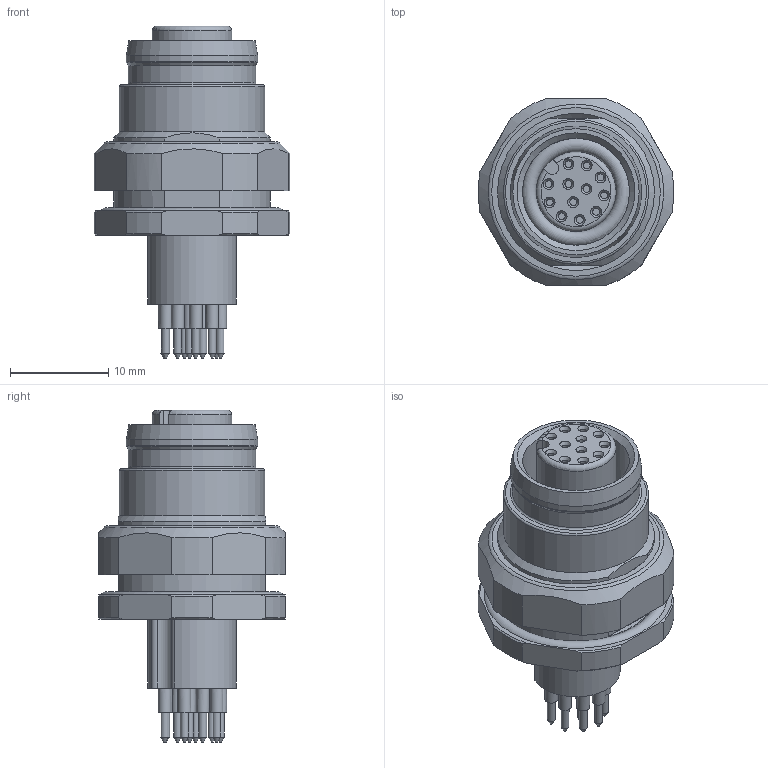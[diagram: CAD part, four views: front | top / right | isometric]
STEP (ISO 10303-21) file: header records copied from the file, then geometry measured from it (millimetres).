
FILE_DESCRIPTION(/* description */ (''),/* implementation_level */ '2;1');
FILE_NAME(/* name */ 'EC-FKFD12-P_16_stp.stp',/* time_stamp */ '2016-03-10T08:41:07+01:00',/* author */ (''),/* organization */ (''),/* preprocessor_version */ 'ST-DEVELOPER v16',/* originating_system */ 'SIEMENS PLM Software NX 10.0',/* authorisation */ '');
FILE_SCHEMA (('AUTOMOTIVE_DESIGN { 1 0 10303 214 3 1 1 1 }'));
Length unit declared in the file: millimetre
Products named in the file (1): EC-FKFD12-P_16
Bounding box: 19.95 x 19 x 33.85 mm (x, y, z)
Volume: 4540.6 mm3; surface area: 2738.3 mm2
Topology: 1 solids, 2 shells, 181 faces, 393 edges, 256 vertices
Faces by surface type: plane 65, cylinder 62, cone 46, torus 8
Full cylindrical faces by diameter (mm): 0.7 x12, 0.8 x12, 1.3 x12, 10.9 x1, 13 x1, 13.4 x1, 14.8 x1, 16 x1, 17.726 x1
Entity records: 4412 total; most frequent: CARTESIAN_POINT 856, DIRECTION 784, ORIENTED_EDGE 564, AXIS2_PLACEMENT_3D 360, EDGE_LOOP 302, EDGE_CURVE 282, VERTEX_POINT 224, FACE_BOUND 220
